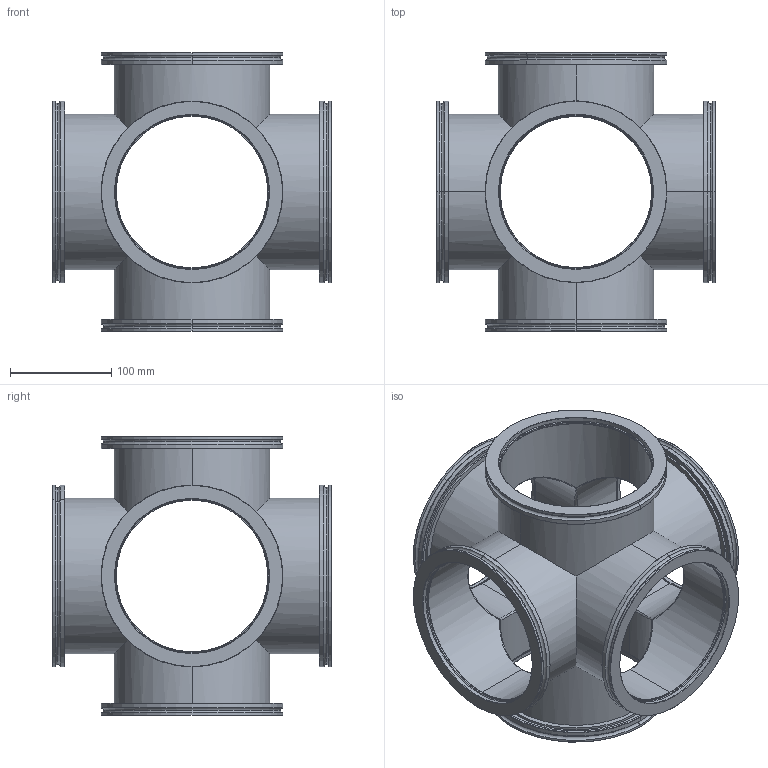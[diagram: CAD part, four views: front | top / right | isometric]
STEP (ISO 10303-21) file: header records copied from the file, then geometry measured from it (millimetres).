
FILE_DESCRIPTION (( 'STEP AP214' ), '1' );
FILE_NAME ('Hositrad_ISOX6-160.STEP', '2015-05-13T13:30:26', ( '' ), ( '' ), 'SwSTEP 2.0', 'SolidWorks 2015', '' );
FILE_SCHEMA (( 'AUTOMOTIVE_DESIGN' ));
Length unit declared in the file: millimetre
Products named in the file (3): ISO160-W_Tube154; Housing-6wayCross-ISO160; Hositrad_ISOX6-160
Assembly tree (7 placements, depth 2):
  Hositrad_ISOX6-160
    Housing-6wayCross-ISO160
    ISO160-W_Tube154  x6
Bounding box: 276 x 276 x 276 mm (x, y, z)
Volume: 796858.5 mm3; surface area: 550720.2 mm2
Topology: 7 solids, 7 shells, 254 faces, 536 edges, 316 vertices
Faces by surface type: cylinder 108, cone 48, plane 42, torus 36, bspline 12, sphere 8
Entity records: 3144 total; most frequent: CARTESIAN_POINT 1210, DIRECTION 398, ORIENTED_EDGE 392, EDGE_CURVE 196, AXIS2_PLACEMENT_3D 176, VERTEX_POINT 116, EDGE_LOOP 96, CIRCLE 94
